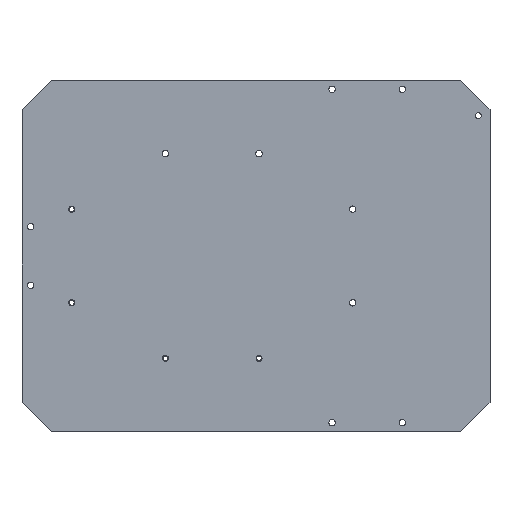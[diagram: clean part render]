
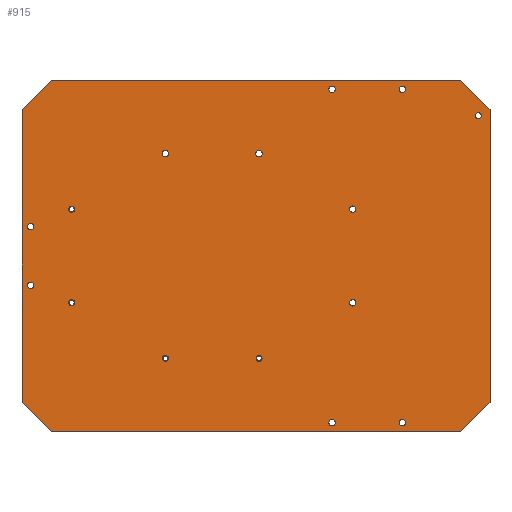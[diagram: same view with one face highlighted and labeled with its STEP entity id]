
A CAD part, top view. The second image highlights one B-rep face of the part: STEP entity #915.
In plain terms, the highlighted planar face has unit normal (0, 0, 1).
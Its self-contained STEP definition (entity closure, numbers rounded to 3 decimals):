
#137=FACE_BOUND('',#248,.T.);
#138=FACE_BOUND('',#249,.T.);
#139=FACE_BOUND('',#250,.T.);
#140=FACE_BOUND('',#251,.T.);
#141=FACE_BOUND('',#252,.T.);
#142=FACE_BOUND('',#253,.T.);
#143=FACE_BOUND('',#254,.T.);
#144=FACE_BOUND('',#255,.T.);
#145=FACE_BOUND('',#256,.T.);
#146=FACE_BOUND('',#257,.T.);
#147=FACE_BOUND('',#258,.T.);
#148=FACE_BOUND('',#259,.T.);
#149=FACE_BOUND('',#260,.T.);
#150=FACE_BOUND('',#261,.T.);
#151=FACE_BOUND('',#262,.T.);
#177=PLANE('',#990);
#198=FACE_OUTER_BOUND('',#247,.T.);
#247=EDGE_LOOP('',(#693,#694,#695,#696,#697,#698,#699,#700));
#248=EDGE_LOOP('',(#701));
#249=EDGE_LOOP('',(#702));
#250=EDGE_LOOP('',(#703));
#251=EDGE_LOOP('',(#704));
#252=EDGE_LOOP('',(#705));
#253=EDGE_LOOP('',(#706));
#254=EDGE_LOOP('',(#707));
#255=EDGE_LOOP('',(#708));
#256=EDGE_LOOP('',(#709));
#257=EDGE_LOOP('',(#710));
#258=EDGE_LOOP('',(#711));
#259=EDGE_LOOP('',(#712));
#260=EDGE_LOOP('',(#713));
#261=EDGE_LOOP('',(#714));
#262=EDGE_LOOP('',(#715));
#336=LINE('',#1434,#389);
#337=LINE('',#1436,#390);
#338=LINE('',#1438,#391);
#339=LINE('',#1440,#392);
#340=LINE('',#1442,#393);
#341=LINE('',#1444,#394);
#342=LINE('',#1446,#395);
#343=LINE('',#1447,#396);
#389=VECTOR('',#1126,10.);
#390=VECTOR('',#1127,10.);
#391=VECTOR('',#1128,10.);
#392=VECTOR('',#1129,10.);
#393=VECTOR('',#1130,10.);
#394=VECTOR('',#1131,10.);
#395=VECTOR('',#1132,10.);
#396=VECTOR('',#1133,10.);
#441=CIRCLE('',#987,2.567);
#444=CIRCLE('',#991,2.567);
#445=CIRCLE('',#992,2.567);
#446=CIRCLE('',#993,2.459);
#447=CIRCLE('',#994,2.75);
#448=CIRCLE('',#995,2.75);
#449=CIRCLE('',#996,2.75);
#450=CIRCLE('',#997,2.75);
#451=CIRCLE('',#998,2.75);
#452=CIRCLE('',#999,2.75);
#453=CIRCLE('',#1000,2.75);
#454=CIRCLE('',#1001,2.75);
#455=CIRCLE('',#1002,2.75);
#456=CIRCLE('',#1003,2.75);
#457=CIRCLE('',#1004,2.567);
#503=VERTEX_POINT('',#1424);
#506=VERTEX_POINT('',#1432);
#507=VERTEX_POINT('',#1433);
#508=VERTEX_POINT('',#1435);
#509=VERTEX_POINT('',#1437);
#510=VERTEX_POINT('',#1439);
#511=VERTEX_POINT('',#1441);
#512=VERTEX_POINT('',#1443);
#513=VERTEX_POINT('',#1445);
#514=VERTEX_POINT('',#1448);
#515=VERTEX_POINT('',#1450);
#516=VERTEX_POINT('',#1452);
#517=VERTEX_POINT('',#1454);
#518=VERTEX_POINT('',#1456);
#519=VERTEX_POINT('',#1458);
#520=VERTEX_POINT('',#1460);
#521=VERTEX_POINT('',#1462);
#522=VERTEX_POINT('',#1464);
#523=VERTEX_POINT('',#1466);
#524=VERTEX_POINT('',#1468);
#525=VERTEX_POINT('',#1470);
#526=VERTEX_POINT('',#1472);
#527=VERTEX_POINT('',#1474);
#577=EDGE_CURVE('',#503,#503,#441,.T.);
#581=EDGE_CURVE('',#506,#507,#336,.T.);
#582=EDGE_CURVE('',#506,#508,#337,.T.);
#583=EDGE_CURVE('',#509,#508,#338,.T.);
#584=EDGE_CURVE('',#509,#510,#339,.T.);
#585=EDGE_CURVE('',#511,#510,#340,.T.);
#586=EDGE_CURVE('',#511,#512,#341,.T.);
#587=EDGE_CURVE('',#513,#512,#342,.T.);
#588=EDGE_CURVE('',#513,#507,#343,.T.);
#589=EDGE_CURVE('',#514,#514,#444,.T.);
#590=EDGE_CURVE('',#515,#515,#445,.T.);
#591=EDGE_CURVE('',#516,#516,#446,.T.);
#592=EDGE_CURVE('',#517,#517,#447,.T.);
#593=EDGE_CURVE('',#518,#518,#448,.T.);
#594=EDGE_CURVE('',#519,#519,#449,.T.);
#595=EDGE_CURVE('',#520,#520,#450,.T.);
#596=EDGE_CURVE('',#521,#521,#451,.T.);
#597=EDGE_CURVE('',#522,#522,#452,.T.);
#598=EDGE_CURVE('',#523,#523,#453,.T.);
#599=EDGE_CURVE('',#524,#524,#454,.T.);
#600=EDGE_CURVE('',#525,#525,#455,.T.);
#601=EDGE_CURVE('',#526,#526,#456,.T.);
#602=EDGE_CURVE('',#527,#527,#457,.T.);
#693=ORIENTED_EDGE('',*,*,#581,.F.);
#694=ORIENTED_EDGE('',*,*,#582,.T.);
#695=ORIENTED_EDGE('',*,*,#583,.F.);
#696=ORIENTED_EDGE('',*,*,#584,.T.);
#697=ORIENTED_EDGE('',*,*,#585,.F.);
#698=ORIENTED_EDGE('',*,*,#586,.T.);
#699=ORIENTED_EDGE('',*,*,#587,.F.);
#700=ORIENTED_EDGE('',*,*,#588,.T.);
#701=ORIENTED_EDGE('',*,*,#589,.F.);
#702=ORIENTED_EDGE('',*,*,#590,.F.);
#703=ORIENTED_EDGE('',*,*,#591,.T.);
#704=ORIENTED_EDGE('',*,*,#592,.T.);
#705=ORIENTED_EDGE('',*,*,#593,.T.);
#706=ORIENTED_EDGE('',*,*,#594,.T.);
#707=ORIENTED_EDGE('',*,*,#595,.T.);
#708=ORIENTED_EDGE('',*,*,#596,.T.);
#709=ORIENTED_EDGE('',*,*,#597,.T.);
#710=ORIENTED_EDGE('',*,*,#598,.T.);
#711=ORIENTED_EDGE('',*,*,#599,.T.);
#712=ORIENTED_EDGE('',*,*,#600,.T.);
#713=ORIENTED_EDGE('',*,*,#601,.T.);
#714=ORIENTED_EDGE('',*,*,#602,.F.);
#715=ORIENTED_EDGE('',*,*,#577,.F.);
#915=ADVANCED_FACE('',(#198,#137,#138,#139,#140,#141,#142,#143,#144,#145,
#146,#147,#148,#149,#150,#151),#177,.T.);
#987=AXIS2_PLACEMENT_3D('',#1425,#1117,#1118);
#990=AXIS2_PLACEMENT_3D('',#1431,#1124,#1125);
#991=AXIS2_PLACEMENT_3D('',#1449,#1134,#1135);
#992=AXIS2_PLACEMENT_3D('',#1451,#1136,#1137);
#993=AXIS2_PLACEMENT_3D('',#1453,#1138,#1139);
#994=AXIS2_PLACEMENT_3D('',#1455,#1140,#1141);
#995=AXIS2_PLACEMENT_3D('',#1457,#1142,#1143);
#996=AXIS2_PLACEMENT_3D('',#1459,#1144,#1145);
#997=AXIS2_PLACEMENT_3D('',#1461,#1146,#1147);
#998=AXIS2_PLACEMENT_3D('',#1463,#1148,#1149);
#999=AXIS2_PLACEMENT_3D('',#1465,#1150,#1151);
#1000=AXIS2_PLACEMENT_3D('',#1467,#1152,#1153);
#1001=AXIS2_PLACEMENT_3D('',#1469,#1154,#1155);
#1002=AXIS2_PLACEMENT_3D('',#1471,#1156,#1157);
#1003=AXIS2_PLACEMENT_3D('',#1473,#1158,#1159);
#1004=AXIS2_PLACEMENT_3D('',#1475,#1160,#1161);
#1117=DIRECTION('center_axis',(0.,0.,1.));
#1118=DIRECTION('ref_axis',(-1.,0.,0.));
#1124=DIRECTION('center_axis',(0.,0.,1.));
#1125=DIRECTION('ref_axis',(1.,0.,0.));
#1126=DIRECTION('',(0.707,-0.707,0.));
#1127=DIRECTION('',(-1.,0.,0.));
#1128=DIRECTION('',(0.707,0.707,0.));
#1129=DIRECTION('',(0.,-1.,0.));
#1130=DIRECTION('',(-0.707,0.707,0.));
#1131=DIRECTION('',(1.,0.,0.));
#1132=DIRECTION('',(-0.707,-0.707,0.));
#1133=DIRECTION('',(0.,1.,0.));
#1134=DIRECTION('center_axis',(0.,0.,1.));
#1135=DIRECTION('ref_axis',(-1.,0.,0.));
#1136=DIRECTION('center_axis',(0.,0.,1.));
#1137=DIRECTION('ref_axis',(-1.,0.,0.));
#1138=DIRECTION('center_axis',(0.,0.,-1.));
#1139=DIRECTION('ref_axis',(1.,0.,0.));
#1140=DIRECTION('center_axis',(0.,0.,-1.));
#1141=DIRECTION('ref_axis',(-1.,0.,0.));
#1142=DIRECTION('center_axis',(0.,0.,-1.));
#1143=DIRECTION('ref_axis',(-1.,0.,0.));
#1144=DIRECTION('center_axis',(0.,0.,-1.));
#1145=DIRECTION('ref_axis',(-1.,0.,0.));
#1146=DIRECTION('center_axis',(0.,0.,-1.));
#1147=DIRECTION('ref_axis',(-1.,0.,0.));
#1148=DIRECTION('center_axis',(0.,0.,-1.));
#1149=DIRECTION('ref_axis',(-1.,0.,0.));
#1150=DIRECTION('center_axis',(0.,0.,-1.));
#1151=DIRECTION('ref_axis',(-1.,0.,0.));
#1152=DIRECTION('center_axis',(0.,0.,-1.));
#1153=DIRECTION('ref_axis',(-1.,0.,0.));
#1154=DIRECTION('center_axis',(0.,0.,-1.));
#1155=DIRECTION('ref_axis',(-1.,0.,0.));
#1156=DIRECTION('center_axis',(0.,0.,-1.));
#1157=DIRECTION('ref_axis',(-1.,0.,0.));
#1158=DIRECTION('center_axis',(0.,0.,-1.));
#1159=DIRECTION('ref_axis',(-1.,0.,0.));
#1160=DIRECTION('center_axis',(0.,0.,1.));
#1161=DIRECTION('ref_axis',(-1.,0.,0.));
#1424=CARTESIAN_POINT('',(70.142,-87.5,7.5));
#1425=CARTESIAN_POINT('Origin',(67.575,-87.5,7.5));
#1431=CARTESIAN_POINT('Origin',(65.,0.,7.5));
#1432=CARTESIAN_POINT('',(240.,150.,7.5));
#1433=CARTESIAN_POINT('',(265.,125.,7.5));
#1434=CARTESIAN_POINT('',(240.,150.,7.5));
#1435=CARTESIAN_POINT('',(-110.,150.,7.5));
#1436=CARTESIAN_POINT('',(265.,150.,7.5));
#1437=CARTESIAN_POINT('',(-135.,125.,7.5));
#1438=CARTESIAN_POINT('',(-110.,150.,7.5));
#1439=CARTESIAN_POINT('',(-135.,-125.,7.5));
#1440=CARTESIAN_POINT('',(-135.,150.,7.5));
#1441=CARTESIAN_POINT('',(-110.,-150.,7.5));
#1442=CARTESIAN_POINT('',(-110.,-150.,7.5));
#1443=CARTESIAN_POINT('',(240.,-150.,7.5));
#1444=CARTESIAN_POINT('',(-135.,-150.,7.5));
#1445=CARTESIAN_POINT('',(265.,-125.,7.5));
#1446=CARTESIAN_POINT('',(240.,-150.,7.5));
#1447=CARTESIAN_POINT('',(265.,-150.,7.5));
#1448=CARTESIAN_POINT('',(-9.858,-87.5,7.5));
#1449=CARTESIAN_POINT('Origin',(-12.425,-87.5,7.5));
#1450=CARTESIAN_POINT('',(-89.858,-40.,7.5));
#1451=CARTESIAN_POINT('Origin',(-92.425,-40.,7.5));
#1452=CARTESIAN_POINT('',(252.542,120.,7.5));
#1453=CARTESIAN_POINT('Origin',(255.,120.,7.5));
#1454=CARTESIAN_POINT('',(-124.75,-25.,7.5));
#1455=CARTESIAN_POINT('Origin',(-127.5,-25.,7.5));
#1456=CARTESIAN_POINT('',(-124.75,25.,7.5));
#1457=CARTESIAN_POINT('Origin',(-127.5,25.,7.5));
#1458=CARTESIAN_POINT('',(192.75,142.5,7.5));
#1459=CARTESIAN_POINT('Origin',(190.,142.5,7.5));
#1460=CARTESIAN_POINT('',(132.75,142.5,7.5));
#1461=CARTESIAN_POINT('Origin',(130.,142.5,7.5));
#1462=CARTESIAN_POINT('',(132.75,-142.5,7.5));
#1463=CARTESIAN_POINT('Origin',(130.,-142.5,7.5));
#1464=CARTESIAN_POINT('',(192.75,-142.5,7.5));
#1465=CARTESIAN_POINT('Origin',(190.,-142.5,7.5));
#1466=CARTESIAN_POINT('',(150.325,-40.,7.5));
#1467=CARTESIAN_POINT('Origin',(147.575,-40.,7.5));
#1468=CARTESIAN_POINT('',(150.325,40.,7.5));
#1469=CARTESIAN_POINT('Origin',(147.575,40.,7.5));
#1470=CARTESIAN_POINT('',(70.325,87.5,7.5));
#1471=CARTESIAN_POINT('Origin',(67.575,87.5,7.5));
#1472=CARTESIAN_POINT('',(-9.675,87.5,7.5));
#1473=CARTESIAN_POINT('Origin',(-12.425,87.5,7.5));
#1474=CARTESIAN_POINT('',(-89.858,40.,7.5));
#1475=CARTESIAN_POINT('Origin',(-92.425,40.,7.5));
